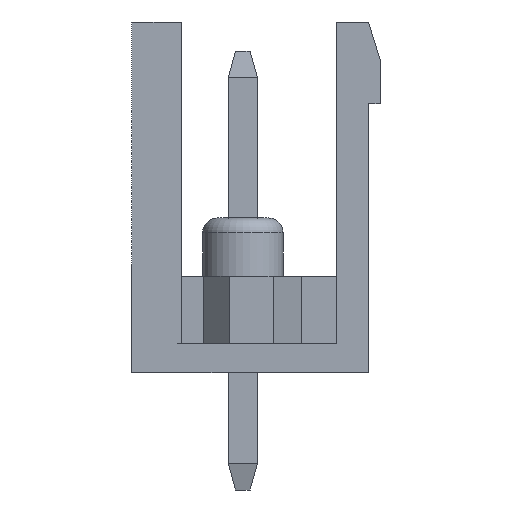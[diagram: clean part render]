
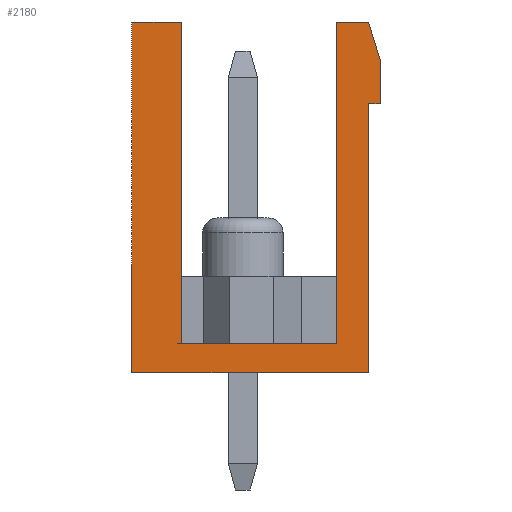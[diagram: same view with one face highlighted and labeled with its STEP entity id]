
A CAD part, left-side view. The second image highlights one B-rep face of the part: STEP entity #2180.
In plain terms, the highlighted planar face has unit normal (-1, 0, 0).
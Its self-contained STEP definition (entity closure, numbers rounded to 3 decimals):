
#2180 = ADVANCED_FACE( '', ( #4446 ), #4447, .F. );
#4446 = FACE_OUTER_BOUND( '', #6813, .T. );
#4447 = PLANE( '', #6814 );
#6813 = EDGE_LOOP( '', ( #12869, #12870, #12871, #12872, #12873, #12874, #12875, #12876, #12877, #12878, #12879 ) );
#6814 = AXIS2_PLACEMENT_3D( '', #12880, #12881, #12882 );
#12869 = ORIENTED_EDGE( '', *, *, #16367, .T. );
#12870 = ORIENTED_EDGE( '', *, *, #17210, .F. );
#12871 = ORIENTED_EDGE( '', *, *, #17211, .F. );
#12872 = ORIENTED_EDGE( '', *, *, #16901, .F. );
#12873 = ORIENTED_EDGE( '', *, *, #17173, .T. );
#12874 = ORIENTED_EDGE( '', *, *, #15015, .F. );
#12875 = ORIENTED_EDGE( '', *, *, #17212, .F. );
#12876 = ORIENTED_EDGE( '', *, *, #17213, .F. );
#12877 = ORIENTED_EDGE( '', *, *, #15061, .T. );
#12878 = ORIENTED_EDGE( '', *, *, #15683, .T. );
#12879 = ORIENTED_EDGE( '', *, *, #16249, .F. );
#12880 = CARTESIAN_POINT( '', ( -55.88, 0., 0. ) );
#12881 = DIRECTION( '', ( 1., 0., 0. ) );
#12882 = DIRECTION( '', ( 0., 0., -1. ) );
#15015 = EDGE_CURVE( '', #18215, #18216, #18217, .T. );
#15061 = EDGE_CURVE( '', #18303, #18304, #18305, .T. );
#15683 = EDGE_CURVE( '', #18304, #19339, #19340, .T. );
#16249 = EDGE_CURVE( '', #20211, #19339, #20212, .T. );
#16367 = EDGE_CURVE( '', #20211, #20376, #20377, .T. );
#16901 = EDGE_CURVE( '', #21112, #21107, #21114, .T. );
#17173 = EDGE_CURVE( '', #21112, #18216, #21460, .T. );
#17210 = EDGE_CURVE( '', #21501, #20376, #21502, .T. );
#17211 = EDGE_CURVE( '', #21107, #21501, #21503, .T. );
#17212 = EDGE_CURVE( '', #21504, #18215, #21505, .T. );
#17213 = EDGE_CURVE( '', #18303, #21504, #21506, .T. );
#18215 = VERTEX_POINT( '', #22834 );
#18216 = VERTEX_POINT( '', #22835 );
#18217 = LINE( '', #22836, #22837 );
#18303 = VERTEX_POINT( '', #22947 );
#18304 = VERTEX_POINT( '', #22948 );
#18305 = LINE( '', #22949, #22950 );
#19339 = VERTEX_POINT( '', #24445 );
#19340 = LINE( '', #24446, #24447 );
#20211 = VERTEX_POINT( '', #25724 );
#20212 = LINE( '', #25725, #25726 );
#20376 = VERTEX_POINT( '', #25980 );
#20377 = LINE( '', #25981, #25982 );
#21107 = VERTEX_POINT( '', #27057 );
#21112 = VERTEX_POINT( '', #27065 );
#21114 = LINE( '', #27068, #27069 );
#21460 = LINE( '', #27600, #27601 );
#21501 = VERTEX_POINT( '', #27661 );
#21502 = LINE( '', #27662, #27663 );
#21503 = LINE( '', #27664, #27665 );
#21504 = VERTEX_POINT( '', #27666 );
#21505 = LINE( '', #27667, #27668 );
#21506 = LINE( '', #27669, #27670 );
#22834 = CARTESIAN_POINT( '', ( -55.88, 4.05, 6. ) );
#22835 = CARTESIAN_POINT( '', ( -55.88, 2.35, 6. ) );
#22836 = CARTESIAN_POINT( '', ( -55.88, 4.05, 6. ) );
#22837 = VECTOR( '', #28508, 1000. );
#22947 = CARTESIAN_POINT( '', ( -55.88, -4.05, -6. ) );
#22948 = CARTESIAN_POINT( '', ( -55.88, -4.05, 3.2 ) );
#22949 = CARTESIAN_POINT( '', ( -55.88, -4.05, -6. ) );
#22950 = VECTOR( '', #28593, 1000. );
#24445 = CARTESIAN_POINT( '', ( -55.88, -4.45, 3.2 ) );
#24446 = CARTESIAN_POINT( '', ( -55.88, -4.05, 3.2 ) );
#24447 = VECTOR( '', #29166, 1000. );
#25724 = CARTESIAN_POINT( '', ( -55.88, -4.45, 4.7 ) );
#25725 = CARTESIAN_POINT( '', ( -55.88, -4.45, 6. ) );
#25726 = VECTOR( '', #29657, 1000. );
#25980 = CARTESIAN_POINT( '', ( -55.88, -4.05, 6. ) );
#25981 = CARTESIAN_POINT( '', ( -55.88, -4.45, 4.7 ) );
#25982 = VECTOR( '', #29754, 1000. );
#27057 = CARTESIAN_POINT( '', ( -55.88, -2.95, -5. ) );
#27065 = CARTESIAN_POINT( '', ( -55.88, 2.35, -5. ) );
#27068 = CARTESIAN_POINT( '', ( -55.88, 2.35, -5. ) );
#27069 = VECTOR( '', #30200, 1000. );
#27600 = CARTESIAN_POINT( '', ( -55.88, 2.35, -5. ) );
#27601 = VECTOR( '', #30407, 1000. );
#27661 = CARTESIAN_POINT( '', ( -55.88, -2.95, 6. ) );
#27662 = CARTESIAN_POINT( '', ( -55.88, 4.05, 6. ) );
#27663 = VECTOR( '', #30433, 1000. );
#27664 = CARTESIAN_POINT( '', ( -55.88, -2.95, -5. ) );
#27665 = VECTOR( '', #30434, 1000. );
#27666 = CARTESIAN_POINT( '', ( -55.88, 4.05, -6. ) );
#27667 = CARTESIAN_POINT( '', ( -55.88, 4.05, -6. ) );
#27668 = VECTOR( '', #30435, 1000. );
#27669 = CARTESIAN_POINT( '', ( -55.88, -4.45, -6. ) );
#27670 = VECTOR( '', #30436, 1000. );
#28508 = DIRECTION( '', ( 0., -1., 0. ) );
#28593 = DIRECTION( '', ( 0., 0., 1. ) );
#29166 = DIRECTION( '', ( 0., -1., 0. ) );
#29657 = DIRECTION( '', ( 0., 0., -1. ) );
#29754 = DIRECTION( '', ( 0., 0.294, 0.956 ) );
#30200 = DIRECTION( '', ( 0., -1., 0. ) );
#30407 = DIRECTION( '', ( 0., 0., 1. ) );
#30433 = DIRECTION( '', ( 0., -1., 0. ) );
#30434 = DIRECTION( '', ( 0., 0., 1. ) );
#30435 = DIRECTION( '', ( 0., 0., 1. ) );
#30436 = DIRECTION( '', ( 0., 1., 0. ) );
